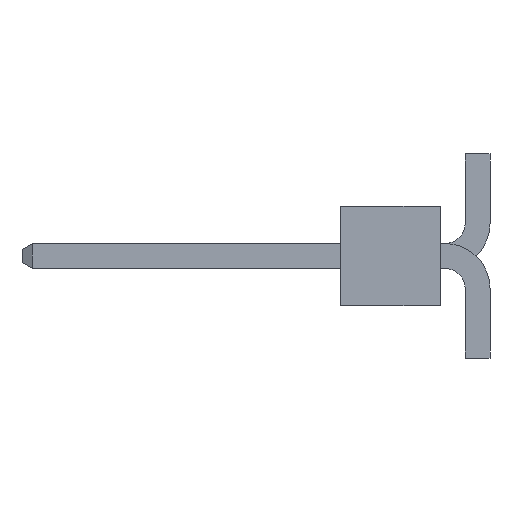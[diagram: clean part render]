
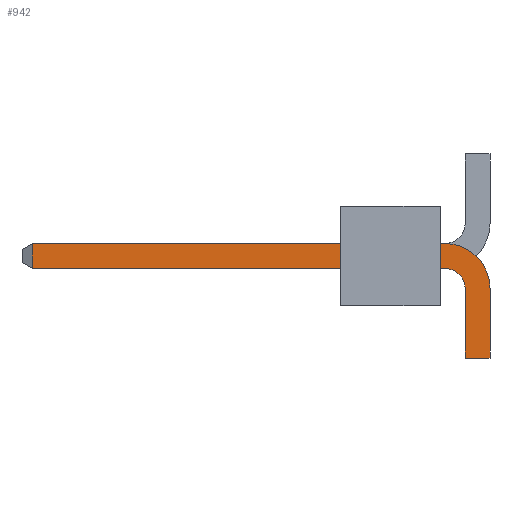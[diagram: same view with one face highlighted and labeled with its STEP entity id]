
A CAD part, left-side view. The second image highlights one B-rep face of the part: STEP entity #942.
In plain terms, the highlighted planar face has unit normal (-1, 0, 0).
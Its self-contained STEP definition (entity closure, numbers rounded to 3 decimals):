
#3 = CARTESIAN_POINT ( 'NONE',  ( -6.667, 2.54, -0.368 ) ) ;
#17 = VERTEX_POINT ( 'NONE', #2983 ) ;
#165 = VECTOR ( 'NONE', #3503, 1000. ) ;
#167 = LINE ( 'NONE', #2193, #4636 ) ;
#181 = VECTOR ( 'NONE', #2520, 1000. ) ;
#203 = LINE ( 'NONE', #3181, #5423 ) ;
#213 = DIRECTION ( 'NONE',  ( 0., 0., 1. ) ) ;
#251 = EDGE_CURVE ( 'NONE', #4215, #3154, #203, .T. ) ;
#393 = VERTEX_POINT ( 'NONE', #2224 ) ;
#416 = CIRCLE ( 'NONE', #5599, 1.143 ) ;
#455 = DIRECTION ( 'NONE',  ( 0., 1., 0. ) ) ;
#480 = CARTESIAN_POINT ( 'NONE',  ( -6.667, 0., -0.825 ) ) ;
#639 = CARTESIAN_POINT ( 'NONE',  ( -6.667, 2.667, -0.368 ) ) ;
#731 = ORIENTED_EDGE ( 'NONE', *, *, #3591, .T. ) ;
#771 = CARTESIAN_POINT ( 'NONE',  ( -6.667, 11.678, 0.318 ) ) ;
#786 = ORIENTED_EDGE ( 'NONE', *, *, #4032, .F. ) ;
#787 = DIRECTION ( 'NONE',  ( 0., 0., -1. ) ) ;
#810 = CARTESIAN_POINT ( 'NONE',  ( -6.667, 0., 2.603 ) ) ;
#920 = CARTESIAN_POINT ( 'NONE',  ( -6.667, 1.143, -0.318 ) ) ;
#941 = VECTOR ( 'NONE', #4433, 1000. ) ;
#942 = ADVANCED_FACE ( 'NONE', ( #4725 ), #4924, .F. ) ;
#949 = VERTEX_POINT ( 'NONE', #3678 ) ;
#957 = EDGE_CURVE ( 'NONE', #949, #2511, #5123, .T. ) ;
#958 = VERTEX_POINT ( 'NONE', #639 ) ;
#1001 = LINE ( 'NONE', #3, #2910 ) ;
#1008 = DIRECTION ( 'NONE',  ( 0., 0., 1. ) ) ;
#1039 = ORIENTED_EDGE ( 'NONE', *, *, #3195, .F. ) ;
#1050 = CARTESIAN_POINT ( 'NONE',  ( -6.667, 2.54, -0.368 ) ) ;
#1343 = ORIENTED_EDGE ( 'NONE', *, *, #2716, .F. ) ;
#1383 = ORIENTED_EDGE ( 'NONE', *, *, #1448, .F. ) ;
#1414 = CARTESIAN_POINT ( 'NONE',  ( -6.667, 2.54, 0.368 ) ) ;
#1428 = VECTOR ( 'NONE', #2700, 1000. ) ;
#1448 = EDGE_CURVE ( 'NONE', #3852, #393, #2580, .T. ) ;
#1583 = ORIENTED_EDGE ( 'NONE', *, *, #3513, .F. ) ;
#1598 = VECTOR ( 'NONE', #5424, 1000. ) ;
#1638 = ORIENTED_EDGE ( 'NONE', *, *, #957, .F. ) ;
#1668 = VECTOR ( 'NONE', #213, 1000. ) ;
#1684 = CARTESIAN_POINT ( 'NONE',  ( -6.667, 1.143, -0.825 ) ) ;
#1723 = CARTESIAN_POINT ( 'NONE',  ( -6.667, 2.54, 0.368 ) ) ;
#1747 = CIRCLE ( 'NONE', #2468, 0.508 ) ;
#1890 = LINE ( 'NONE', #4153, #4169 ) ;
#1965 = ORIENTED_EDGE ( 'NONE', *, *, #3635, .F. ) ;
#2060 = ORIENTED_EDGE ( 'NONE', *, *, #3104, .F. ) ;
#2094 = CARTESIAN_POINT ( 'NONE',  ( -6.667, 1.143, -0.825 ) ) ;
#2193 = CARTESIAN_POINT ( 'NONE',  ( -6.667, 0., -2.603 ) ) ;
#2224 = CARTESIAN_POINT ( 'NONE',  ( -6.667, 11.678, -0.318 ) ) ;
#2230 = LINE ( 'NONE', #4378, #4185 ) ;
#2243 = ORIENTED_EDGE ( 'NONE', *, *, #4620, .F. ) ;
#2315 = DIRECTION ( 'NONE',  ( 0., 0., -1. ) ) ;
#2352 = CARTESIAN_POINT ( 'NONE',  ( -6.667, 0., 0. ) ) ;
#2468 = AXIS2_PLACEMENT_3D ( 'NONE', #2094, #2519, #5517 ) ;
#2480 = DIRECTION ( 'NONE',  ( 0., -1., 0. ) ) ;
#2511 = VERTEX_POINT ( 'NONE', #4828 ) ;
#2519 = DIRECTION ( 'NONE',  ( 1., 0., 0. ) ) ;
#2520 = DIRECTION ( 'NONE',  ( 0., 0., -1. ) ) ;
#2562 = LINE ( 'NONE', #4583, #5041 ) ;
#2580 = LINE ( 'NONE', #920, #1428 ) ;
#2613 = EDGE_LOOP ( 'NONE', ( #1583, #731, #1383, #1039, #1343, #3478, #2243, #3875, #5262, #3274, #1965, #4558, #2060, #1638, #4424, #786 ) ) ;
#2630 = LINE ( 'NONE', #5179, #165 ) ;
#2653 = CARTESIAN_POINT ( 'NONE',  ( -6.667, 1.143, -0.318 ) ) ;
#2700 = DIRECTION ( 'NONE',  ( 0., 1., 0. ) ) ;
#2716 = EDGE_CURVE ( 'NONE', #5247, #958, #1001, .T. ) ;
#2875 = DIRECTION ( 'NONE',  ( 0., -1., 0. ) ) ;
#2906 = VECTOR ( 'NONE', #787, 1000. ) ;
#2910 = VECTOR ( 'NONE', #455, 1000. ) ;
#2945 = DIRECTION ( 'NONE',  ( -1., 0., 0. ) ) ;
#2983 = CARTESIAN_POINT ( 'NONE',  ( -6.667, 2.54, -0.318 ) ) ;
#3104 = EDGE_CURVE ( 'NONE', #2511, #3961, #2630, .T. ) ;
#3154 = VERTEX_POINT ( 'NONE', #3913 ) ;
#3181 = CARTESIAN_POINT ( 'NONE',  ( -6.667, 0.635, -2.603 ) ) ;
#3195 = EDGE_CURVE ( 'NONE', #958, #3852, #2230, .T. ) ;
#3227 = DIRECTION ( 'NONE',  ( 1., 0., 0. ) ) ;
#3238 = LINE ( 'NONE', #3250, #1668 ) ;
#3250 = CARTESIAN_POINT ( 'NONE',  ( -6.667, 2.667, -0.368 ) ) ;
#3252 = VERTEX_POINT ( 'NONE', #4441 ) ;
#3274 = ORIENTED_EDGE ( 'NONE', *, *, #3844, .F. ) ;
#3372 = LINE ( 'NONE', #1723, #181 ) ;
#3453 = AXIS2_PLACEMENT_3D ( 'NONE', #2352, #3227, #2315 ) ;
#3478 = ORIENTED_EDGE ( 'NONE', *, *, #5445, .F. ) ;
#3503 = DIRECTION ( 'NONE',  ( 0., -1., 0. ) ) ;
#3513 = EDGE_CURVE ( 'NONE', #5550, #5363, #2562, .T. ) ;
#3550 = DIRECTION ( 'NONE',  ( 0., 0., 1. ) ) ;
#3591 = EDGE_CURVE ( 'NONE', #5550, #393, #4060, .T. ) ;
#3623 = EDGE_CURVE ( 'NONE', #5618, #3154, #1747, .T. ) ;
#3635 = EDGE_CURVE ( 'NONE', #4863, #5094, #4848, .T. ) ;
#3678 = CARTESIAN_POINT ( 'NONE',  ( -6.667, 2.54, 0.368 ) ) ;
#3824 = DIRECTION ( 'NONE',  ( 0., 0., -1. ) ) ;
#3844 = EDGE_CURVE ( 'NONE', #5094, #4215, #167, .T. ) ;
#3852 = VERTEX_POINT ( 'NONE', #5297 ) ;
#3875 = ORIENTED_EDGE ( 'NONE', *, *, #3623, .T. ) ;
#3913 = CARTESIAN_POINT ( 'NONE',  ( -6.667, 0.635, -0.825 ) ) ;
#3961 = VERTEX_POINT ( 'NONE', #4432 ) ;
#4032 = EDGE_CURVE ( 'NONE', #5363, #3252, #3238, .T. ) ;
#4060 = LINE ( 'NONE', #5091, #2906 ) ;
#4153 = CARTESIAN_POINT ( 'NONE',  ( -6.667, 2.667, 0.368 ) ) ;
#4169 = VECTOR ( 'NONE', #2875, 1000. ) ;
#4185 = VECTOR ( 'NONE', #3550, 1000. ) ;
#4215 = VERTEX_POINT ( 'NONE', #4235 ) ;
#4235 = CARTESIAN_POINT ( 'NONE',  ( -6.667, 0.635, -2.603 ) ) ;
#4281 = DIRECTION ( 'NONE',  ( 0., 0., -1. ) ) ;
#4361 = DIRECTION ( 'NONE',  ( 0., 1., 0. ) ) ;
#4378 = CARTESIAN_POINT ( 'NONE',  ( -6.667, 2.667, -0.368 ) ) ;
#4424 = ORIENTED_EDGE ( 'NONE', *, *, #4713, .F. ) ;
#4432 = CARTESIAN_POINT ( 'NONE',  ( -6.667, 1.143, 0.318 ) ) ;
#4433 = DIRECTION ( 'NONE',  ( 0., 0., -1. ) ) ;
#4441 = CARTESIAN_POINT ( 'NONE',  ( -6.667, 2.667, 0.368 ) ) ;
#4558 = ORIENTED_EDGE ( 'NONE', *, *, #4745, .T. ) ;
#4583 = CARTESIAN_POINT ( 'NONE',  ( -6.667, 11.938, 0.318 ) ) ;
#4620 = EDGE_CURVE ( 'NONE', #5618, #17, #5089, .T. ) ;
#4636 = VECTOR ( 'NONE', #4361, 1000. ) ;
#4713 = EDGE_CURVE ( 'NONE', #3252, #949, #1890, .T. ) ;
#4725 = FACE_OUTER_BOUND ( 'NONE', #2613, .T. ) ;
#4745 = EDGE_CURVE ( 'NONE', #4863, #3961, #416, .T. ) ;
#4828 = CARTESIAN_POINT ( 'NONE',  ( -6.667, 2.54, 0.318 ) ) ;
#4848 = LINE ( 'NONE', #810, #5105 ) ;
#4863 = VERTEX_POINT ( 'NONE', #480 ) ;
#4924 = PLANE ( 'NONE',  #3453 ) ;
#5022 = CARTESIAN_POINT ( 'NONE',  ( -6.667, 2.667, 0.318 ) ) ;
#5035 = CARTESIAN_POINT ( 'NONE',  ( -6.667, 1.143, -0.318 ) ) ;
#5041 = VECTOR ( 'NONE', #2480, 1000. ) ;
#5089 = LINE ( 'NONE', #5035, #1598 ) ;
#5091 = CARTESIAN_POINT ( 'NONE',  ( -6.667, 11.678, 0. ) ) ;
#5094 = VERTEX_POINT ( 'NONE', #5304 ) ;
#5105 = VECTOR ( 'NONE', #4281, 1000. ) ;
#5123 = LINE ( 'NONE', #1414, #941 ) ;
#5179 = CARTESIAN_POINT ( 'NONE',  ( -6.667, 11.938, 0.318 ) ) ;
#5247 = VERTEX_POINT ( 'NONE', #1050 ) ;
#5262 = ORIENTED_EDGE ( 'NONE', *, *, #251, .F. ) ;
#5297 = CARTESIAN_POINT ( 'NONE',  ( -6.667, 2.667, -0.318 ) ) ;
#5304 = CARTESIAN_POINT ( 'NONE',  ( -6.667, 0., -2.603 ) ) ;
#5363 = VERTEX_POINT ( 'NONE', #5022 ) ;
#5423 = VECTOR ( 'NONE', #1008, 1000. ) ;
#5424 = DIRECTION ( 'NONE',  ( 0., 1., 0. ) ) ;
#5445 = EDGE_CURVE ( 'NONE', #17, #5247, #3372, .T. ) ;
#5517 = DIRECTION ( 'NONE',  ( 0., 0., -1. ) ) ;
#5550 = VERTEX_POINT ( 'NONE', #771 ) ;
#5599 = AXIS2_PLACEMENT_3D ( 'NONE', #1684, #2945, #3824 ) ;
#5618 = VERTEX_POINT ( 'NONE', #2653 ) ;
